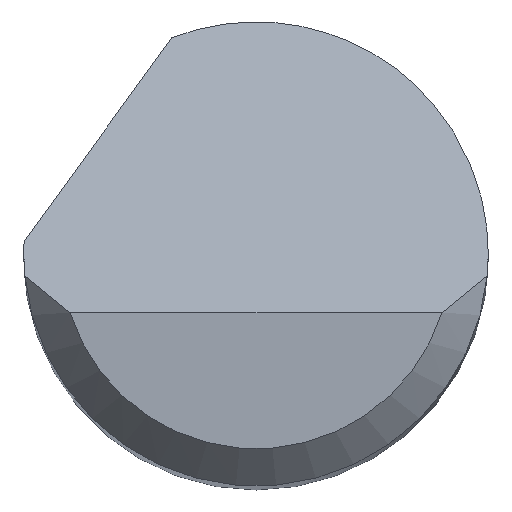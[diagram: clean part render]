
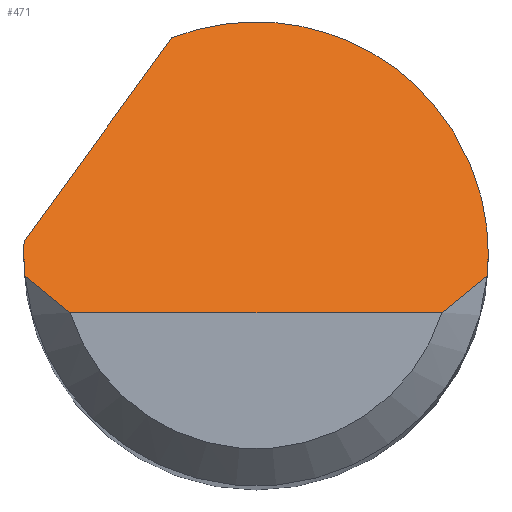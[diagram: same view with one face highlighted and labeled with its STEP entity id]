
A CAD part, top view. The second image highlights one B-rep face of the part: STEP entity #471.
In plain terms, the highlighted planar face has unit normal (0, 0.707, 0.707).
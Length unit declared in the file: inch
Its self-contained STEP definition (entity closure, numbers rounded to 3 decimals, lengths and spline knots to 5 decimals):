
#6 = CARTESIAN_POINT ( 'NONE',  ( -0.09375, -0.02375, 1.5 ) ) ;
#23 = EDGE_CURVE ( 'NONE', #474, #257, #675, .T. ) ;
#24 =( BOUNDED_CURVE ( )  B_SPLINE_CURVE ( 3, ( #677, #733, #144, #451 ),
 .UNSPECIFIED., .F., .F. ) 
 B_SPLINE_CURVE_WITH_KNOTS ( ( 4, 4 ),
 ( 4.71239, 4.76575 ),
 .UNSPECIFIED. ) 
 CURVE ( )  GEOMETRIC_REPRESENTATION_ITEM ( )  RATIONAL_B_SPLINE_CURVE ( ( 1., 1., 1., 1. ) ) 
 REPRESENTATION_ITEM ( '' )  );
#38 = VERTEX_POINT ( 'NONE', #456 ) ;
#42 = VERTEX_POINT ( 'NONE', #338 ) ;
#50 = CARTESIAN_POINT ( 'NONE',  ( 0.09375, 0., 1.47625 ) ) ;
#72 = VERTEX_POINT ( 'NONE', #88 ) ;
#79 = LINE ( 'NONE', #268, #676 ) ;
#88 = CARTESIAN_POINT ( 'NONE',  ( -0.09362, 0.005, 1.47125 ) ) ;
#98 = CARTESIAN_POINT ( 'NONE',  ( -0.08761, -0.01397, 1.49022 ) ) ;
#100 = ORIENTED_EDGE ( 'NONE', *, *, #23, .F. ) ;
#101 = EDGE_CURVE ( 'NONE', #499, #42, #747, .T. ) ;
#112 = CARTESIAN_POINT ( 'NONE',  ( 0.08761, -0.01397, 1.49022 ) ) ;
#131 = B_SPLINE_CURVE_WITH_KNOTS ( 'NONE', 3,
 ( #305, #184, #112, #661 ),
 .UNSPECIFIED., .F., .F.,
 ( 4, 4 ),
 ( 0., 0.00071 ),
 .UNSPECIFIED. ) ;
#135 = EDGE_CURVE ( 'NONE', #38, #703, #131, .T. ) ;
#141 = B_SPLINE_CURVE_WITH_KNOTS ( 'NONE', 3,
 ( #444, #98, #518, #525 ),
 .UNSPECIFIED., .F., .F.,
 ( 4, 4 ),
 ( 0., 0.00071 ),
 .UNSPECIFIED. ) ;
#144 = CARTESIAN_POINT ( 'NONE',  ( -0.09371, 0.00333, 1.47292 ) ) ;
#164 = EDGE_CURVE ( 'NONE', #257, #703, #301, .T. ) ;
#170 = CARTESIAN_POINT ( 'NONE',  ( 0.09361, -0.00584, 1.48209 ) ) ;
#183 = PLANE ( 'NONE',  #188 ) ;
#184 = CARTESIAN_POINT ( 'NONE',  ( 0.08157, -0.019, 1.49525 ) ) ;
#188 = AXIS2_PLACEMENT_3D ( 'NONE', #6, #373, #246 ) ;
#203 = CARTESIAN_POINT ( 'NONE',  ( 0.09334, -0.00875, 1.485 ) ) ;
#224 = ORIENTED_EDGE ( 'NONE', *, *, #600, .T. ) ;
#246 = DIRECTION ( 'NONE',  ( 0., 0.707, -0.707 ) ) ;
#257 = VERTEX_POINT ( 'NONE', #50 ) ;
#259 = CARTESIAN_POINT ( 'NONE',  ( -0.11014, -0.01781, 1.49406 ) ) ;
#260 = ORIENTED_EDGE ( 'NONE', *, *, #164, .F. ) ;
#268 = CARTESIAN_POINT ( 'NONE',  ( 0., -0.02375, 1.5 ) ) ;
#275 = ORIENTED_EDGE ( 'NONE', *, *, #135, .T. ) ;
#301 =( BOUNDED_CURVE ( )  B_SPLINE_CURVE ( 3, ( #528, #653, #170, #414 ),
 .UNSPECIFIED., .F., .T. ) 
 B_SPLINE_CURVE_WITH_KNOTS ( ( 4, 4 ),
 ( 1.5708, 1.66427 ),
 .UNSPECIFIED. ) 
 CURVE ( )  GEOMETRIC_REPRESENTATION_ITEM ( )  RATIONAL_B_SPLINE_CURVE ( ( 1., 0.999, 0.999, 1. ) ) 
 REPRESENTATION_ITEM ( '' )  );
#302 = VECTOR ( 'NONE', #729, 39.37008 ) ;
#305 = CARTESIAN_POINT ( 'NONE',  ( 0.07508, -0.02375, 1.5 ) ) ;
#313 = ORIENTED_EDGE ( 'NONE', *, *, #101, .F. ) ;
#338 = CARTESIAN_POINT ( 'NONE',  ( -0.09375, 0., 1.47625 ) ) ;
#373 = DIRECTION ( 'NONE',  ( 0., -0.707, -0.707 ) ) ;
#379 = FACE_OUTER_BOUND ( 'NONE', #735, .T. ) ;
#414 = CARTESIAN_POINT ( 'NONE',  ( 0.09334, -0.00875, 1.485 ) ) ;
#444 = CARTESIAN_POINT ( 'NONE',  ( -0.09334, -0.00875, 1.485 ) ) ;
#451 = CARTESIAN_POINT ( 'NONE',  ( -0.09362, 0.005, 1.47125 ) ) ;
#456 = CARTESIAN_POINT ( 'NONE',  ( 0.07508, -0.02375, 1.5 ) ) ;
#470 = CARTESIAN_POINT ( 'NONE',  ( 0.09375, 0., 1.47625 ) ) ;
#471 = ADVANCED_FACE ( 'NONE', ( #379 ), #183, .F. ) ;
#474 = VERTEX_POINT ( 'NONE', #488 ) ;
#481 = CARTESIAN_POINT ( 'NONE',  ( -0.09375, 0., 1.47625 ) ) ;
#488 = CARTESIAN_POINT ( 'NONE',  ( -0.03394, 0.08739, 1.38886 ) ) ;
#499 = VERTEX_POINT ( 'NONE', #608 ) ;
#501 = ORIENTED_EDGE ( 'NONE', *, *, #752, .T. ) ;
#518 = CARTESIAN_POINT ( 'NONE',  ( -0.08157, -0.019, 1.49525 ) ) ;
#525 = CARTESIAN_POINT ( 'NONE',  ( -0.07508, -0.02375, 1.5 ) ) ;
#528 = CARTESIAN_POINT ( 'NONE',  ( 0.09375, 0., 1.47625 ) ) ;
#545 = ORIENTED_EDGE ( 'NONE', *, *, #681, .F. ) ;
#577 = DIRECTION ( 'NONE',  ( 1., 0., 0. ) ) ;
#578 = CARTESIAN_POINT ( 'NONE',  ( -0.03394, 0.08739, 1.38886 ) ) ;
#592 = CARTESIAN_POINT ( 'NONE',  ( -0.09361, -0.00584, 1.48209 ) ) ;
#600 = EDGE_CURVE ( 'NONE', #725, #38, #79, .T. ) ;
#608 = CARTESIAN_POINT ( 'NONE',  ( -0.09334, -0.00875, 1.485 ) ) ;
#613 = CARTESIAN_POINT ( 'NONE',  ( -0.07508, -0.02375, 1.5 ) ) ;
#618 = LINE ( 'NONE', #259, #302 ) ;
#643 = EDGE_CURVE ( 'NONE', #42, #72, #24, .T. ) ;
#653 = CARTESIAN_POINT ( 'NONE',  ( 0.09375, -0.00292, 1.47917 ) ) ;
#657 = CARTESIAN_POINT ( 'NONE',  ( -0.09375, -0.00292, 1.47917 ) ) ;
#661 = CARTESIAN_POINT ( 'NONE',  ( 0.09334, -0.00875, 1.485 ) ) ;
#675 =( BOUNDED_CURVE ( )  B_SPLINE_CURVE ( 3, ( #578, #699, #687, #470 ),
 .UNSPECIFIED., .F., .F. ) 
 B_SPLINE_CURVE_WITH_KNOTS ( ( 4, 4 ),
 ( 5.91277, 7.85398 ),
 .UNSPECIFIED. ) 
 CURVE ( )  GEOMETRIC_REPRESENTATION_ITEM ( )  RATIONAL_B_SPLINE_CURVE ( ( 1., 0.71, 0.71, 1. ) ) 
 REPRESENTATION_ITEM ( '' )  );
#676 = VECTOR ( 'NONE', #577, 39.37008 ) ;
#677 = CARTESIAN_POINT ( 'NONE',  ( -0.09375, 0., 1.47625 ) ) ;
#681 = EDGE_CURVE ( 'NONE', #72, #474, #618, .T. ) ;
#687 = CARTESIAN_POINT ( 'NONE',  ( 0.09375, 0.07266, 1.40359 ) ) ;
#699 = CARTESIAN_POINT ( 'NONE',  ( 0.03379, 0.11369, 1.36256 ) ) ;
#703 = VERTEX_POINT ( 'NONE', #203 ) ;
#725 = VERTEX_POINT ( 'NONE', #613 ) ;
#729 = DIRECTION ( 'NONE',  ( 0.456, 0.629, -0.629 ) ) ;
#730 = ORIENTED_EDGE ( 'NONE', *, *, #643, .F. ) ;
#733 = CARTESIAN_POINT ( 'NONE',  ( -0.09375, 0.00167, 1.47458 ) ) ;
#735 = EDGE_LOOP ( 'NONE', ( #224, #275, #260, #100, #545, #730, #313, #501 ) ) ;
#747 =( BOUNDED_CURVE ( )  B_SPLINE_CURVE ( 3, ( #766, #592, #657, #481 ),
 .UNSPECIFIED., .F., .F. ) 
 B_SPLINE_CURVE_WITH_KNOTS ( ( 4, 4 ),
 ( 4.61892, 4.71239 ),
 .UNSPECIFIED. ) 
 CURVE ( )  GEOMETRIC_REPRESENTATION_ITEM ( )  RATIONAL_B_SPLINE_CURVE ( ( 1., 0.999, 0.999, 1. ) ) 
 REPRESENTATION_ITEM ( '' )  );
#752 = EDGE_CURVE ( 'NONE', #499, #725, #141, .T. ) ;
#766 = CARTESIAN_POINT ( 'NONE',  ( -0.09334, -0.00875, 1.485 ) ) ;
